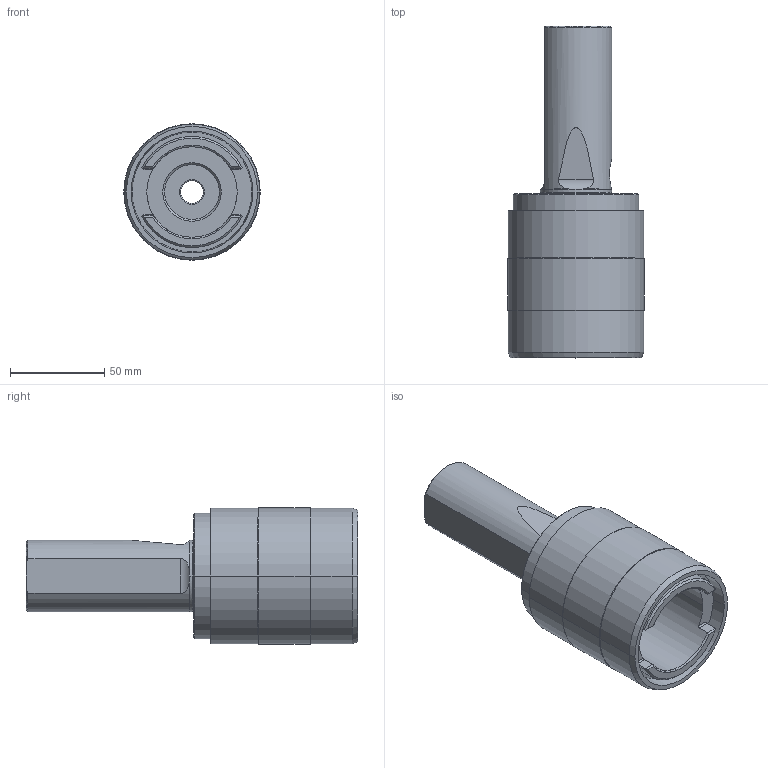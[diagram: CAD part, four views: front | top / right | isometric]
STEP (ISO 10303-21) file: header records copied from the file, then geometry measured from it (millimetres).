
FILE_DESCRIPTION((''),'2;1');
FILE_NAME('21880-INC1-1-2','2021-01-13T15:26:36',('046'),(''),'CREO PARAMETRIC BY PTC INC, 2019352','CREO PARAMETRIC BY PTC INC, 2019352','');
FILE_SCHEMA(('CONFIG_CONTROL_DESIGN'));
Length unit declared in the file: millimetre
Products named in the file (1): 21880-INC1-1-2
Bounding box: 72.3 x 175.9 x 72.3 mm (x, y, z)
Volume: 310556.8 mm3; surface area: 53872.3 mm2
Topology: 1 solids, 1 shells, 81 faces, 199 edges, 125 vertices
Faces by surface type: cylinder 27, plane 24, cone 22, torus 8
Entity records: 2622 total; most frequent: CARTESIAN_POINT 686, ORIENTED_EDGE 398, DIRECTION 395, EDGE_CURVE 199, AXIS2_PLACEMENT_3D 159, VERTEX_POINT 125, EDGE_LOOP 88, FACE_OUTER_BOUND 81
